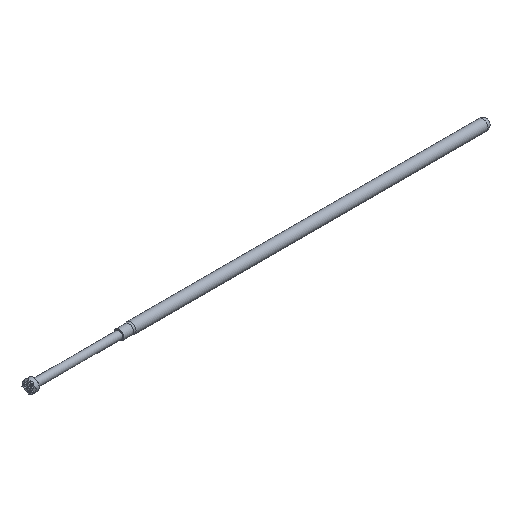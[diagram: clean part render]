
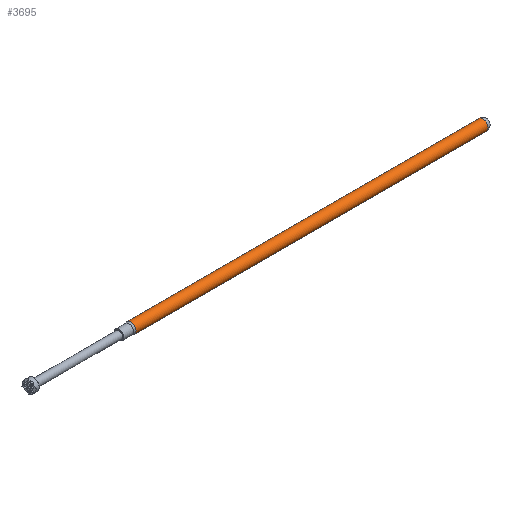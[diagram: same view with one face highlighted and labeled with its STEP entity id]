
A CAD part, isometric view. The second image highlights one B-rep face of the part: STEP entity #3695.
In plain terms, the highlighted cylindrical face has radius 0.391 mm (diameter 0.782 mm), a full revolution.
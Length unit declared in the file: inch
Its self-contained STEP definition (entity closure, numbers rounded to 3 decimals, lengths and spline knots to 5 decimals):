
#176 = DIRECTION ( 'NONE',  ( -1., 0., 0. ) ) ;
#441 = DIRECTION ( 'NONE',  ( -1., 0., 0. ) ) ;
#808 = FACE_OUTER_BOUND ( 'NONE', #3251, .T. ) ;
#1501 = DIRECTION ( 'NONE',  ( 1., 0., 0. ) ) ;
#1611 = ORIENTED_EDGE ( 'NONE', *, *, #2279, .T. ) ;
#1614 = CARTESIAN_POINT ( 'NONE',  ( 0.03506, 0., -0.0154 ) ) ;
#1649 = DIRECTION ( 'NONE',  ( 0., 0., 1. ) ) ;
#1748 = CYLINDRICAL_SURFACE ( 'NONE', #2021, 0.0154 ) ;
#2021 = AXIS2_PLACEMENT_3D ( 'NONE', #3855, #176, #1649 ) ;
#2046 = CIRCLE ( 'NONE', #3140, 0.0154 ) ;
#2279 = EDGE_CURVE ( 'NONE', #4040, #4040, #5372, .T. ) ;
#2907 = DIRECTION ( 'NONE',  ( 0., 0., -1. ) ) ;
#2913 = EDGE_CURVE ( 'NONE', #5690, #5690, #2046, .T. ) ;
#3140 = AXIS2_PLACEMENT_3D ( 'NONE', #4589, #441, #3701 ) ;
#3251 = EDGE_LOOP ( 'NONE', ( #5959 ) ) ;
#3646 = FACE_OUTER_BOUND ( 'NONE', #4864, .T. ) ;
#3695 = ADVANCED_FACE ( 'NONE', ( #3646, #808 ), #1748, .T. ) ;
#3701 = DIRECTION ( 'NONE',  ( 0., 0., 1. ) ) ;
#3855 = CARTESIAN_POINT ( 'NONE',  ( 0., 0., 0. ) ) ;
#4040 = VERTEX_POINT ( 'NONE', #1614 ) ;
#4589 = CARTESIAN_POINT ( 'NONE',  ( 1.0774, 0., 0. ) ) ;
#4864 = EDGE_LOOP ( 'NONE', ( #1611 ) ) ;
#5348 = CARTESIAN_POINT ( 'NONE',  ( 1.0774, 0., 0.0154 ) ) ;
#5372 = CIRCLE ( 'NONE', #5809, 0.0154 ) ;
#5690 = VERTEX_POINT ( 'NONE', #5348 ) ;
#5718 = CARTESIAN_POINT ( 'NONE',  ( 0.03506, 0., 0. ) ) ;
#5809 = AXIS2_PLACEMENT_3D ( 'NONE', #5718, #1501, #2907 ) ;
#5959 = ORIENTED_EDGE ( 'NONE', *, *, #2913, .T. ) ;
